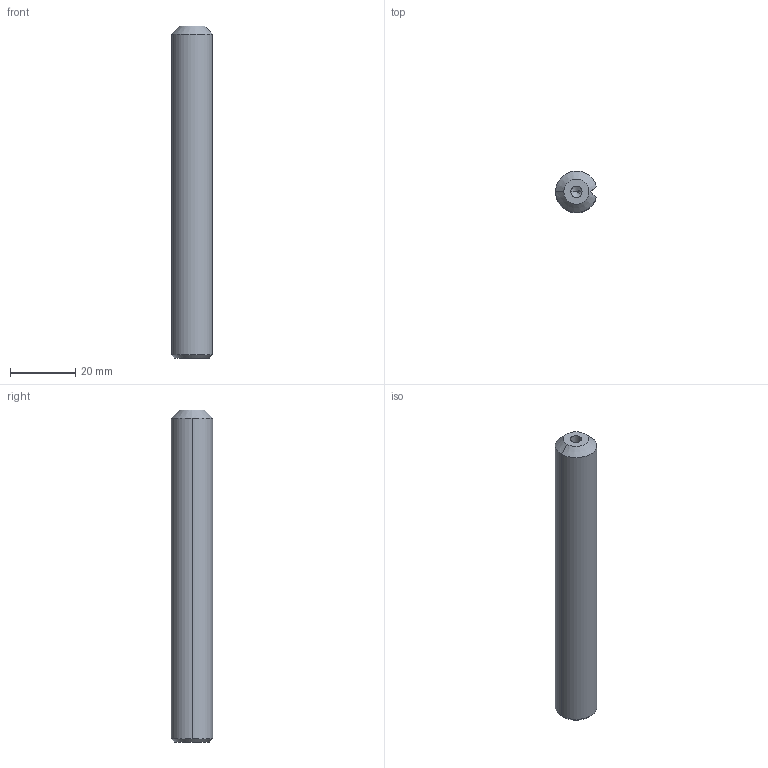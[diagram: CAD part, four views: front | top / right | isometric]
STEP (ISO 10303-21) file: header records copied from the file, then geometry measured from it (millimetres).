
FILE_DESCRIPTION (( 'STEP AP203' ), '1' );
FILE_NAME ('03MPO-4.STEP', '2016-02-16T08:00:57', ( '' ), ( '' ), 'SwSTEP 2.0', 'SolidWorks 2016', '' );
FILE_SCHEMA (( 'CONFIG_CONTROL_DESIGN' ));
Length unit declared in the file: millimetre
Products named in the file (1): 03MPO-4
Bounding box: 12.45 x 12.68 x 101.6 mm (x, y, z)
Volume: 11967.1 mm3; surface area: 4706.6 mm2
Topology: 1 solids, 1 shells, 17 faces, 39 edges, 22 vertices
Faces by surface type: cone 7, cylinder 6, plane 4
Entity records: 537 total; most frequent: CARTESIAN_POINT 91, DIRECTION 82, ORIENTED_EDGE 70, EDGE_CURVE 35, AXIS2_PLACEMENT_3D 33, VERTEX_POINT 22, EDGE_LOOP 19, ADVANCED_FACE 17
